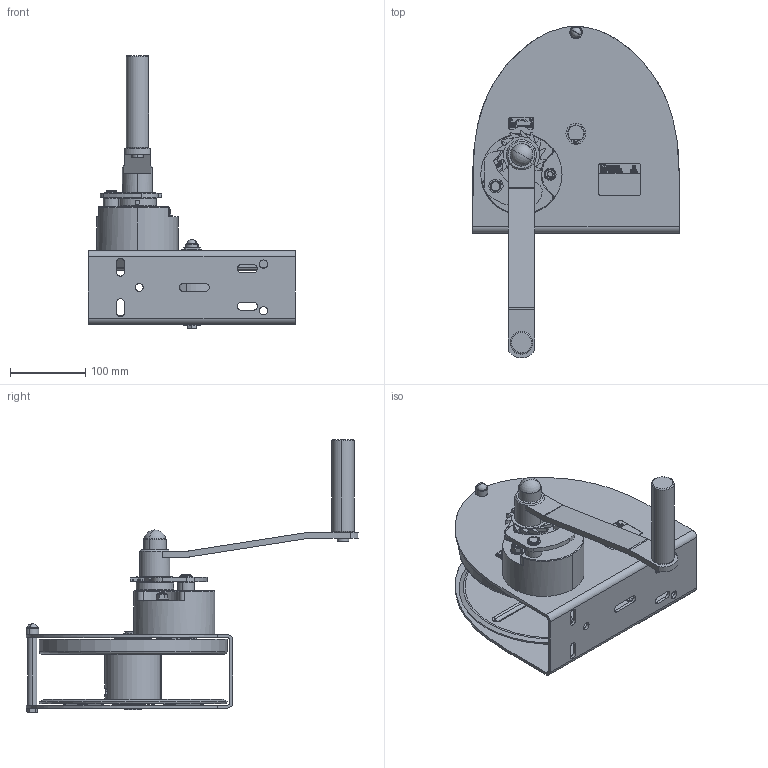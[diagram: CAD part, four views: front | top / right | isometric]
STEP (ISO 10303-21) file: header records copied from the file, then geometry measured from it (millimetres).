
FILE_DESCRIPTION(('Creo Elements/Direct Modeling STEP Export'),'2;1');
FILE_NAME('232011.stp','2020-04-01T14:15:30',(''),(''),'Creo Elements/Direct Modeling STEP processor for AP214 (Solid Model)','Creo Elements/Direct Modeling 20.1C 13-Oct-2019 (C) Parametric Technology GmbH','');
FILE_SCHEMA(('AUTOMOTIVE_DESIGN { 1 0 10303 214 1 1 1 1 }'));
Length unit declared in the file: millimetre
Products named in the file (4): Gehäuses; Kurbel; Seiltrommel; Konsolenseilwinde_KWE1000_232011A
Assembly tree (3 placements, depth 2):
  Konsolenseilwinde_KWE1000_232011A
    Seiltrommel
    Kurbel
    Gehäuses
Bounding box: 275.15 x 441.18 x 362.3 mm (x, y, z)
Volume: 2351157.8 mm3; surface area: 661633 mm2
Topology: 3 solids, 3 shells, 1122 faces, 6771 edges, 5893 vertices
Faces by surface type: cylinder 505, plane 399, cone 138, torus 50, sphere 28, extrusion 2
Entity records: 74243 total; most frequent: CARTESIAN_POINT 18563, ORIENTED_EDGE 13530, DIRECTION 8914, EDGE_CURVE 6765, VERTEX_POINT 5893, VECTOR 5216, LINE 5214, AXIS2_PLACEMENT_3D 1849
